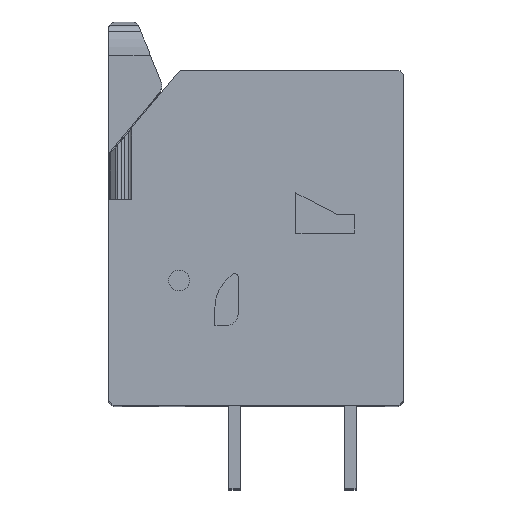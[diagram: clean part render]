
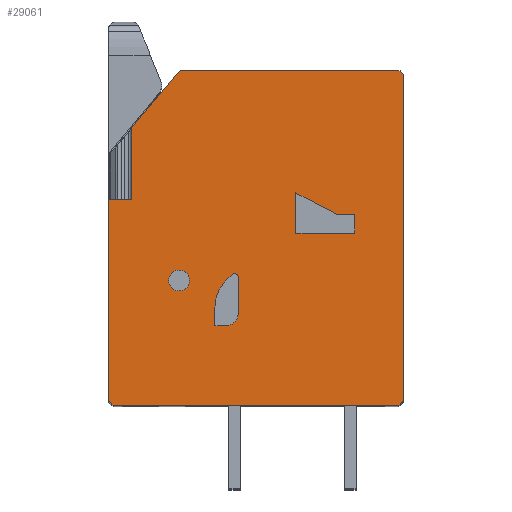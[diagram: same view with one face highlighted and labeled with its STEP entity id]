
A CAD part, top view. The second image highlights one B-rep face of the part: STEP entity #29061.
In plain terms, the highlighted planar face has unit normal (0, 0, 1).
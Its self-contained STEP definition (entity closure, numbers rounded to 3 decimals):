
#692=LINE('',#38624,#2964);
#693=LINE('',#38627,#2965);
#694=LINE('',#38629,#2966);
#695=LINE('',#38631,#2967);
#696=LINE('',#38633,#2968);
#697=LINE('',#38635,#2969);
#698=LINE('',#38637,#2970);
#699=LINE('',#38641,#2971);
#700=LINE('',#38645,#2972);
#701=LINE('',#38649,#2973);
#702=LINE('',#38653,#2974);
#703=LINE('',#38654,#2975);
#704=LINE('',#38657,#2976);
#705=LINE('',#38659,#2977);
#706=LINE('',#38661,#2978);
#707=LINE('',#38663,#2979);
#708=LINE('',#38664,#2980);
#709=LINE('',#38669,#2981);
#710=LINE('',#38673,#2982);
#711=LINE('',#38677,#2983);
#2964=VECTOR('',#32268,1000.);
#2965=VECTOR('',#32269,1000.);
#2966=VECTOR('',#32270,1000.);
#2967=VECTOR('',#32271,1000.);
#2968=VECTOR('',#32272,1000.);
#2969=VECTOR('',#32273,1000.);
#2970=VECTOR('',#32274,1000.);
#2971=VECTOR('',#32277,1000.);
#2972=VECTOR('',#32280,1000.);
#2973=VECTOR('',#32283,1000.);
#2974=VECTOR('',#32286,1000.);
#2975=VECTOR('',#32287,1000.);
#2976=VECTOR('',#32288,1000.);
#2977=VECTOR('',#32289,1000.);
#2978=VECTOR('',#32290,1000.);
#2979=VECTOR('',#32291,1000.);
#2980=VECTOR('',#32292,1000.);
#2981=VECTOR('',#32295,1000.);
#2982=VECTOR('',#32298,1000.);
#2983=VECTOR('',#32301,1000.);
#5236=ORIENTED_EDGE('',*,*,#11702,.F.);
#5237=ORIENTED_EDGE('',*,*,#11703,.F.);
#5238=ORIENTED_EDGE('',*,*,#11704,.T.);
#5239=ORIENTED_EDGE('',*,*,#11705,.T.);
#5240=ORIENTED_EDGE('',*,*,#11706,.T.);
#5241=ORIENTED_EDGE('',*,*,#11707,.F.);
#5242=ORIENTED_EDGE('',*,*,#11708,.T.);
#5243=ORIENTED_EDGE('',*,*,#11709,.T.);
#5244=ORIENTED_EDGE('',*,*,#11710,.T.);
#5245=ORIENTED_EDGE('',*,*,#11711,.T.);
#5246=ORIENTED_EDGE('',*,*,#11712,.T.);
#5247=ORIENTED_EDGE('',*,*,#11713,.T.);
#5248=ORIENTED_EDGE('',*,*,#11714,.T.);
#5249=ORIENTED_EDGE('',*,*,#11715,.T.);
#5250=ORIENTED_EDGE('',*,*,#11716,.T.);
#5251=ORIENTED_EDGE('',*,*,#11717,.T.);
#5252=ORIENTED_EDGE('',*,*,#11718,.F.);
#5253=ORIENTED_EDGE('',*,*,#11719,.F.);
#5254=ORIENTED_EDGE('',*,*,#11720,.F.);
#5255=ORIENTED_EDGE('',*,*,#11721,.F.);
#5256=ORIENTED_EDGE('',*,*,#11722,.F.);
#5257=ORIENTED_EDGE('',*,*,#11723,.F.);
#5258=ORIENTED_EDGE('',*,*,#11724,.F.);
#5259=ORIENTED_EDGE('',*,*,#11725,.F.);
#5260=ORIENTED_EDGE('',*,*,#11726,.F.);
#5261=ORIENTED_EDGE('',*,*,#11727,.F.);
#5262=ORIENTED_EDGE('',*,*,#11728,.F.);
#5263=ORIENTED_EDGE('',*,*,#11729,.F.);
#11702=EDGE_CURVE('',#14935,#14935,#17087,.T.);
#11703=EDGE_CURVE('',#14936,#14937,#692,.T.);
#11704=EDGE_CURVE('',#14936,#14938,#693,.T.);
#11705=EDGE_CURVE('',#14938,#14939,#694,.T.);
#11706=EDGE_CURVE('',#14939,#14940,#695,.T.);
#11707=EDGE_CURVE('',#14941,#14940,#696,.T.);
#11708=EDGE_CURVE('',#14941,#14942,#697,.T.);
#11709=EDGE_CURVE('',#14942,#14943,#698,.T.);
#11710=EDGE_CURVE('',#14943,#14944,#17088,.T.);
#11711=EDGE_CURVE('',#14944,#14945,#699,.T.);
#11712=EDGE_CURVE('',#14945,#14946,#17089,.T.);
#11713=EDGE_CURVE('',#14946,#14947,#700,.T.);
#11714=EDGE_CURVE('',#14947,#14948,#17090,.T.);
#11715=EDGE_CURVE('',#14948,#14949,#701,.T.);
#11716=EDGE_CURVE('',#14949,#14950,#17091,.T.);
#11717=EDGE_CURVE('',#14950,#14937,#702,.T.);
#11718=EDGE_CURVE('',#14951,#14952,#703,.T.);
#11719=EDGE_CURVE('',#14953,#14951,#704,.T.);
#11720=EDGE_CURVE('',#14954,#14953,#705,.T.);
#11721=EDGE_CURVE('',#14955,#14954,#706,.T.);
#11722=EDGE_CURVE('',#14952,#14955,#707,.T.);
#11723=EDGE_CURVE('',#14956,#14957,#708,.T.);
#11724=EDGE_CURVE('',#14958,#14956,#17092,.T.);
#11725=EDGE_CURVE('',#14959,#14958,#709,.T.);
#11726=EDGE_CURVE('',#14960,#14959,#17093,.T.);
#11727=EDGE_CURVE('',#14961,#14960,#710,.T.);
#11728=EDGE_CURVE('',#14962,#14961,#17094,.T.);
#11729=EDGE_CURVE('',#14957,#14962,#711,.T.);
#14935=VERTEX_POINT('',#38623);
#14936=VERTEX_POINT('',#38625);
#14937=VERTEX_POINT('',#38626);
#14938=VERTEX_POINT('',#38628);
#14939=VERTEX_POINT('',#38630);
#14940=VERTEX_POINT('',#38632);
#14941=VERTEX_POINT('',#38634);
#14942=VERTEX_POINT('',#38636);
#14943=VERTEX_POINT('',#38638);
#14944=VERTEX_POINT('',#38640);
#14945=VERTEX_POINT('',#38642);
#14946=VERTEX_POINT('',#38644);
#14947=VERTEX_POINT('',#38646);
#14948=VERTEX_POINT('',#38648);
#14949=VERTEX_POINT('',#38650);
#14950=VERTEX_POINT('',#38652);
#14951=VERTEX_POINT('',#38655);
#14952=VERTEX_POINT('',#38656);
#14953=VERTEX_POINT('',#38658);
#14954=VERTEX_POINT('',#38660);
#14955=VERTEX_POINT('',#38662);
#14956=VERTEX_POINT('',#38665);
#14957=VERTEX_POINT('',#38666);
#14958=VERTEX_POINT('',#38668);
#14959=VERTEX_POINT('',#38670);
#14960=VERTEX_POINT('',#38672);
#14961=VERTEX_POINT('',#38674);
#14962=VERTEX_POINT('',#38676);
#17087=CIRCLE('',#30221,0.45);
#17088=CIRCLE('',#30222,0.3);
#17089=CIRCLE('',#30223,0.3);
#17090=CIRCLE('',#30224,0.3);
#17091=CIRCLE('',#30225,0.3);
#17092=CIRCLE('',#30226,1.6);
#17093=CIRCLE('',#30227,0.15);
#17094=CIRCLE('',#30228,0.5);
#17845=EDGE_LOOP('',(#5236));
#17846=EDGE_LOOP('',(#5237,#5238,#5239,#5240,#5241,#5242,#5243,#5244,#5245,
#5246,#5247,#5248,#5249,#5250,#5251));
#17847=EDGE_LOOP('',(#5252,#5253,#5254,#5255,#5256));
#17848=EDGE_LOOP('',(#5257,#5258,#5259,#5260,#5261,#5262,#5263));
#19070=FACE_BOUND('',#17845,.T.);
#19071=FACE_BOUND('',#17846,.T.);
#19072=FACE_BOUND('',#17847,.T.);
#19073=FACE_BOUND('',#17848,.T.);
#20295=PLANE('',#30220);
#29061=ADVANCED_FACE('',(#19070,#19071,#19072,#19073),#20295,.T.);
#30220=AXIS2_PLACEMENT_3D('',#38621,#32264,#32265);
#30221=AXIS2_PLACEMENT_3D('',#38622,#32266,#32267);
#30222=AXIS2_PLACEMENT_3D('',#38639,#32275,#32276);
#30223=AXIS2_PLACEMENT_3D('',#38643,#32278,#32279);
#30224=AXIS2_PLACEMENT_3D('',#38647,#32281,#32282);
#30225=AXIS2_PLACEMENT_3D('',#38651,#32284,#32285);
#30226=AXIS2_PLACEMENT_3D('',#38667,#32293,#32294);
#30227=AXIS2_PLACEMENT_3D('',#38671,#32296,#32297);
#30228=AXIS2_PLACEMENT_3D('',#38675,#32299,#32300);
#32264=DIRECTION('',(0.,0.,1.));
#32265=DIRECTION('',(1.,0.,0.));
#32266=DIRECTION('',(0.,0.,1.));
#32267=DIRECTION('',(1.,0.,0.));
#32268=DIRECTION('',(0.,1.,0.));
#32269=DIRECTION('',(-1.,0.,0.));
#32270=DIRECTION('',(0.,1.,0.));
#32271=DIRECTION('',(-0.643,-0.766,0.));
#32272=DIRECTION('',(0.,1.,0.));
#32273=DIRECTION('',(-1.,0.,0.));
#32274=DIRECTION('',(0.,-1.,0.));
#32275=DIRECTION('',(0.,0.,1.));
#32276=DIRECTION('',(1.,0.,0.));
#32277=DIRECTION('',(1.,0.,0.));
#32278=DIRECTION('',(0.,0.,1.));
#32279=DIRECTION('',(1.,0.,0.));
#32280=DIRECTION('',(0.,1.,0.));
#32281=DIRECTION('',(0.,0.,1.));
#32282=DIRECTION('',(1.,0.,0.));
#32283=DIRECTION('',(-1.,0.,0.));
#32284=DIRECTION('',(0.,0.,1.));
#32285=DIRECTION('',(1.,0.,0.));
#32286=DIRECTION('',(-0.643,-0.766,0.));
#32287=DIRECTION('',(0.,-1.,0.));
#32288=DIRECTION('',(-0.888,0.461,0.));
#32289=DIRECTION('',(-1.,0.,0.));
#32290=DIRECTION('',(0.,1.,0.));
#32291=DIRECTION('',(1.,0.,0.));
#32292=DIRECTION('',(0.,-1.,0.));
#32293=DIRECTION('',(0.,0.,1.));
#32294=DIRECTION('',(1.,0.,0.));
#32295=DIRECTION('',(-0.707,-0.707,0.));
#32296=DIRECTION('',(0.,0.,1.));
#32297=DIRECTION('',(1.,0.,0.));
#32298=DIRECTION('',(0.,1.,0.));
#32299=DIRECTION('',(0.,0.,1.));
#32300=DIRECTION('',(1.,0.,0.));
#32301=DIRECTION('',(1.,0.,0.));
#38621=CARTESIAN_POINT('',(-10.15,0.3,31.5));
#38622=CARTESIAN_POINT('',(-7.4,5.4,31.5));
#38623=CARTESIAN_POINT('',(-6.95,5.4,31.5));
#38624=CARTESIAN_POINT('',(-9.45,0.3,31.5));
#38625=CARTESIAN_POINT('',(-9.45,8.9,31.5));
#38626=CARTESIAN_POINT('',(-9.45,11.997,31.5));
#38627=CARTESIAN_POINT('',(-10.15,8.9,31.5));
#38628=CARTESIAN_POINT('',(-10.043,8.9,31.5));
#38629=CARTESIAN_POINT('',(-10.043,8.9,31.5));
#38630=CARTESIAN_POINT('',(-10.043,11.291,31.5));
#38631=CARTESIAN_POINT('',(-7.44,14.393,31.5));
#38632=CARTESIAN_POINT('',(-10.046,11.287,31.5));
#38633=CARTESIAN_POINT('',(-10.046,8.9,31.5));
#38634=CARTESIAN_POINT('',(-10.046,8.9,31.5));
#38635=CARTESIAN_POINT('',(-10.15,8.9,31.5));
#38636=CARTESIAN_POINT('',(-10.45,8.9,31.5));
#38637=CARTESIAN_POINT('',(-10.45,10.806,31.5));
#38638=CARTESIAN_POINT('',(-10.45,0.3,31.5));
#38639=CARTESIAN_POINT('',(-10.15,0.3,31.5));
#38640=CARTESIAN_POINT('',(-10.15,0.,31.5));
#38641=CARTESIAN_POINT('',(-10.15,0.,31.5));
#38642=CARTESIAN_POINT('',(2.,0.,31.5));
#38643=CARTESIAN_POINT('',(2.,0.3,31.5));
#38644=CARTESIAN_POINT('',(2.3,0.3,31.5));
#38645=CARTESIAN_POINT('',(2.3,0.3,31.5));
#38646=CARTESIAN_POINT('',(2.3,14.2,31.5));
#38647=CARTESIAN_POINT('',(2.,14.2,31.5));
#38648=CARTESIAN_POINT('',(2.,14.5,31.5));
#38649=CARTESIAN_POINT('',(2.,14.5,31.5));
#38650=CARTESIAN_POINT('',(-7.21,14.5,31.5));
#38651=CARTESIAN_POINT('',(-7.21,14.2,31.5));
#38652=CARTESIAN_POINT('',(-7.44,14.393,31.5));
#38653=CARTESIAN_POINT('',(-7.44,14.393,31.5));
#38654=CARTESIAN_POINT('',(-2.35,9.184,31.5));
#38655=CARTESIAN_POINT('',(-2.35,9.184,31.5));
#38656=CARTESIAN_POINT('',(-2.35,7.45,31.5));
#38657=CARTESIAN_POINT('',(-0.55,8.25,31.5));
#38658=CARTESIAN_POINT('',(-0.55,8.25,31.5));
#38659=CARTESIAN_POINT('',(0.2,8.25,31.5));
#38660=CARTESIAN_POINT('',(0.2,8.25,31.5));
#38661=CARTESIAN_POINT('',(0.2,7.45,31.5));
#38662=CARTESIAN_POINT('',(0.2,7.45,31.5));
#38663=CARTESIAN_POINT('',(-2.35,7.45,31.5));
#38664=CARTESIAN_POINT('',(-5.85,4.249,31.5));
#38665=CARTESIAN_POINT('',(-5.85,4.249,31.5));
#38666=CARTESIAN_POINT('',(-5.85,3.45,31.5));
#38667=CARTESIAN_POINT('',(-4.25,4.249,31.5));
#38668=CARTESIAN_POINT('',(-5.381,5.381,31.5));
#38669=CARTESIAN_POINT('',(-5.106,5.656,31.5));
#38670=CARTESIAN_POINT('',(-5.106,5.656,31.5));
#38671=CARTESIAN_POINT('',(-5.,5.55,31.5));
#38672=CARTESIAN_POINT('',(-4.85,5.55,31.5));
#38673=CARTESIAN_POINT('',(-4.85,3.95,31.5));
#38674=CARTESIAN_POINT('',(-4.85,3.95,31.5));
#38675=CARTESIAN_POINT('',(-5.35,3.95,31.5));
#38676=CARTESIAN_POINT('',(-5.35,3.45,31.5));
#38677=CARTESIAN_POINT('',(-5.85,3.45,31.5));
